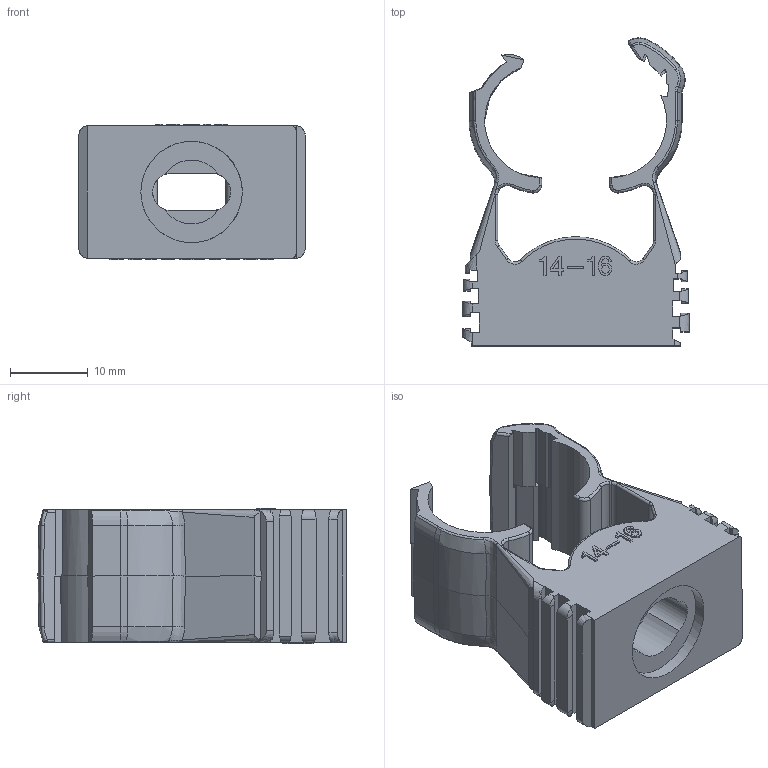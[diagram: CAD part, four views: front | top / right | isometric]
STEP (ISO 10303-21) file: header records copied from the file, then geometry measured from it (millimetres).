
FILE_DESCRIPTION(/* description */ (''),/* implementation_level */ '2;1');
FILE_NAME(/* name */ '2146096',/* time_stamp */ '2016-02-25T12:44:09+01:00',/* author */ (''),/* organization */ (''),/* preprocessor_version */ 'ST-DEVELOPER v15',/* originating_system */ '',/* authorisation */ '');
FILE_SCHEMA (('CONFIG_CONTROL_DESIGN'));
Length unit declared in the file: millimetre
Products named in the file (1): Document
Bounding box: 29 x 39.5 x 17.4 mm (x, y, z)
Volume: 6670.2 mm3; surface area: 5340.3 mm2
Topology: 1 solids, 1 shells, 836 faces, 2313 edges, 1504 vertices
Faces by surface type: bspline 463, plane 373
Entity records: 34221 total; most frequent: CARTESIAN_POINT 20494, ORIENTED_EDGE 4626, EDGE_CURVE 2313, VERTEX_POINT 1504, B_SPLINE_CURVE_WITH_KNOTS 1463, EDGE_LOOP 863, ADVANCED_FACE 836, FACE_OUTER_BOUND 836
